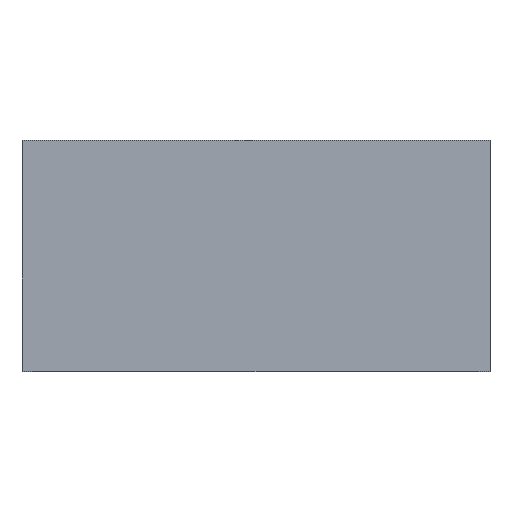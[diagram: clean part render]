
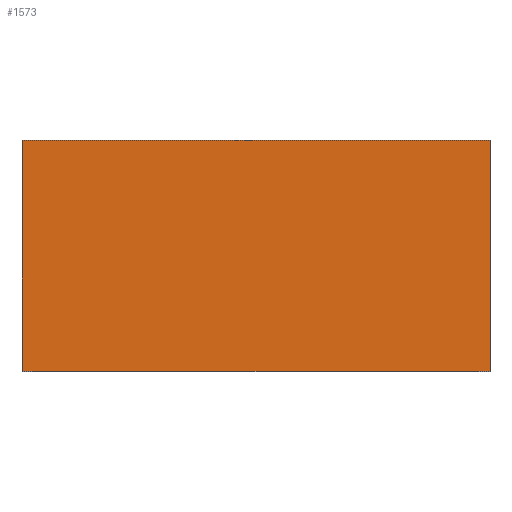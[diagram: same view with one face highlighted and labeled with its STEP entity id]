
A CAD part, top view. The second image highlights one B-rep face of the part: STEP entity #1573.
In plain terms, the highlighted planar face has unit normal (0, 0, 1).
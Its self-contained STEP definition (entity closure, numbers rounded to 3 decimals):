
#137=PLANE('',#1703);
#224=FACE_OUTER_BOUND('',#338,.T.);
#338=EDGE_LOOP('',(#1456,#1457,#1458,#1459));
#513=LINE('',#2555,#685);
#515=LINE('',#2559,#687);
#517=LINE('',#2563,#689);
#519=LINE('',#2566,#691);
#685=VECTOR('',#2116,10.);
#687=VECTOR('',#2120,10.);
#689=VECTOR('',#2124,10.);
#691=VECTOR('',#2128,10.);
#824=VERTEX_POINT('',#2552);
#825=VERTEX_POINT('',#2554);
#826=VERTEX_POINT('',#2558);
#827=VERTEX_POINT('',#2562);
#1033=EDGE_CURVE('',#825,#824,#513,.T.);
#1035=EDGE_CURVE('',#826,#825,#515,.T.);
#1037=EDGE_CURVE('',#827,#826,#517,.T.);
#1039=EDGE_CURVE('',#824,#827,#519,.T.);
#1456=ORIENTED_EDGE('',*,*,#1039,.T.);
#1457=ORIENTED_EDGE('',*,*,#1037,.T.);
#1458=ORIENTED_EDGE('',*,*,#1035,.T.);
#1459=ORIENTED_EDGE('',*,*,#1033,.T.);
#1573=ADVANCED_FACE('',(#224),#137,.T.);
#1703=AXIS2_PLACEMENT_3D('',#2567,#2129,#2130);
#2116=DIRECTION('',(0.,1.,0.));
#2120=DIRECTION('',(1.,0.,0.));
#2124=DIRECTION('',(0.,-1.,0.));
#2128=DIRECTION('',(-1.,0.,0.));
#2129=DIRECTION('center_axis',(0.,0.,1.));
#2130=DIRECTION('ref_axis',(1.,0.,0.));
#2552=CARTESIAN_POINT('',(204.35,-60.47,40.));
#2554=CARTESIAN_POINT('',(204.35,-157.59,40.));
#2555=CARTESIAN_POINT('',(204.35,-60.47,40.));
#2558=CARTESIAN_POINT('',(7.52,-157.59,40.));
#2559=CARTESIAN_POINT('',(204.35,-157.59,40.));
#2562=CARTESIAN_POINT('',(7.52,-60.47,40.));
#2563=CARTESIAN_POINT('',(7.52,-157.59,40.));
#2566=CARTESIAN_POINT('',(7.52,-60.47,40.));
#2567=CARTESIAN_POINT('Origin',(105.935,-109.03,40.));
